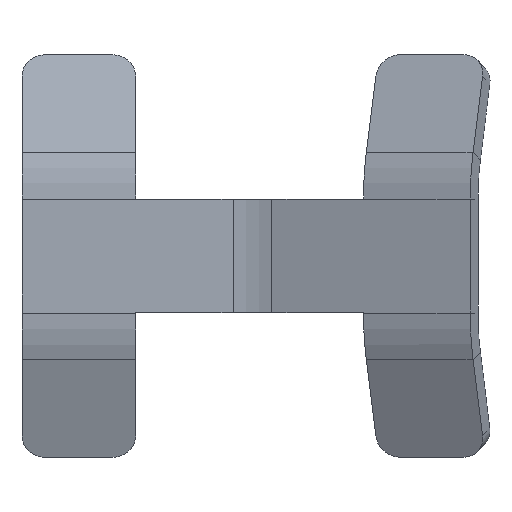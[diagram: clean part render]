
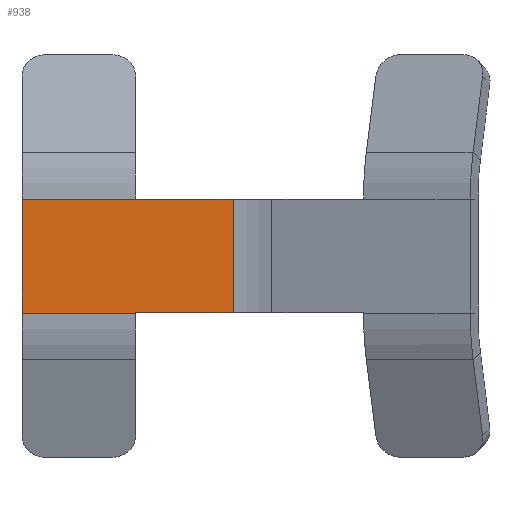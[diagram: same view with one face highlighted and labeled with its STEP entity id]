
A CAD part, top view. The second image highlights one B-rep face of the part: STEP entity #938.
In plain terms, the highlighted planar face has unit normal (0, 0, 1).
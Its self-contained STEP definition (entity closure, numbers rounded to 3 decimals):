
#14 = CARTESIAN_POINT ( 'NONE',  ( -5.25, 2.5, 0.5 ) ) ;
#28 = EDGE_LOOP ( 'NONE', ( #80, #1171, #1531, #1216, #354, #1205, #1409 ) ) ;
#48 = VECTOR ( 'NONE', #457, 1000. ) ;
#78 = LINE ( 'NONE', #946, #1593 ) ;
#80 = ORIENTED_EDGE ( 'NONE', *, *, #1039, .F. ) ;
#141 = LINE ( 'NONE', #515, #827 ) ;
#214 = EDGE_CURVE ( 'NONE', #230, #657, #1037, .T. ) ;
#230 = VERTEX_POINT ( 'NONE', #420 ) ;
#283 = VERTEX_POINT ( 'NONE', #658 ) ;
#316 = EDGE_CURVE ( 'NONE', #631, #283, #78, .T. ) ;
#323 = DIRECTION ( 'NONE',  ( -1., 0., 0. ) ) ;
#334 = LINE ( 'NONE', #818, #48 ) ;
#337 = CARTESIAN_POINT ( 'NONE',  ( -0.96, 0., 0.5 ) ) ;
#348 = LINE ( 'NONE', #337, #878 ) ;
#354 = ORIENTED_EDGE ( 'NONE', *, *, #316, .T. ) ;
#409 = DIRECTION ( 'NONE',  ( 1., 0., 0. ) ) ;
#420 = CARTESIAN_POINT ( 'NONE',  ( -10.25, 2.5, 0.5 ) ) ;
#457 = DIRECTION ( 'NONE',  ( 0., 1., 0. ) ) ;
#472 = CARTESIAN_POINT ( 'NONE',  ( -5.25, -2.5, 0.5 ) ) ;
#515 = CARTESIAN_POINT ( 'NONE',  ( -10.25, -9., 0.5 ) ) ;
#543 = EDGE_CURVE ( 'NONE', #230, #631, #141, .T. ) ;
#557 = DIRECTION ( 'NONE',  ( 1., 0., 0. ) ) ;
#582 = CARTESIAN_POINT ( 'NONE',  ( -5.25, 2.5, 0.5 ) ) ;
#631 = VERTEX_POINT ( 'NONE', #1135 ) ;
#643 = VECTOR ( 'NONE', #409, 1000. ) ;
#657 = VERTEX_POINT ( 'NONE', #14 ) ;
#658 = CARTESIAN_POINT ( 'NONE',  ( -5.25, -2.517, 0.5 ) ) ;
#681 = DIRECTION ( 'NONE',  ( 1., 0., 0. ) ) ;
#727 = PLANE ( 'NONE',  #1314 ) ;
#818 = CARTESIAN_POINT ( 'NONE',  ( -5.25, -9., 0.5 ) ) ;
#827 = VECTOR ( 'NONE', #1160, 1000. ) ;
#833 = EDGE_CURVE ( 'NONE', #1137, #657, #839, .T. ) ;
#839 = LINE ( 'NONE', #582, #1536 ) ;
#861 = DIRECTION ( 'NONE',  ( 0., -1., 0. ) ) ;
#867 = DIRECTION ( 'NONE',  ( -1., 0., 0. ) ) ;
#878 = VECTOR ( 'NONE', #861, 1000. ) ;
#882 = EDGE_CURVE ( 'NONE', #283, #997, #334, .T. ) ;
#938 = ADVANCED_FACE ( 'NONE', ( #1379 ), #727, .F. ) ;
#946 = CARTESIAN_POINT ( 'NONE',  ( 0., -2.517, 0.5 ) ) ;
#953 = VECTOR ( 'NONE', #681, 1000. ) ;
#972 = CARTESIAN_POINT ( 'NONE',  ( -0.96, -2.5, 0.5 ) ) ;
#997 = VERTEX_POINT ( 'NONE', #472 ) ;
#1037 = LINE ( 'NONE', #1414, #953 ) ;
#1039 = EDGE_CURVE ( 'NONE', #1137, #1088, #348, .T. ) ;
#1088 = VERTEX_POINT ( 'NONE', #972 ) ;
#1135 = CARTESIAN_POINT ( 'NONE',  ( -10.25, -2.517, 0.5 ) ) ;
#1137 = VERTEX_POINT ( 'NONE', #1335 ) ;
#1160 = DIRECTION ( 'NONE',  ( 0., -1., 0. ) ) ;
#1171 = ORIENTED_EDGE ( 'NONE', *, *, #833, .T. ) ;
#1205 = ORIENTED_EDGE ( 'NONE', *, *, #882, .T. ) ;
#1216 = ORIENTED_EDGE ( 'NONE', *, *, #543, .T. ) ;
#1244 = DIRECTION ( 'NONE',  ( 0., 0., -1. ) ) ;
#1298 = LINE ( 'NONE', #1442, #643 ) ;
#1314 = AXIS2_PLACEMENT_3D ( 'NONE', #1631, #1244, #867 ) ;
#1335 = CARTESIAN_POINT ( 'NONE',  ( -0.96, 2.5, 0.5 ) ) ;
#1379 = FACE_OUTER_BOUND ( 'NONE', #28, .T. ) ;
#1409 = ORIENTED_EDGE ( 'NONE', *, *, #1616, .T. ) ;
#1414 = CARTESIAN_POINT ( 'NONE',  ( 0., 2.5, 0.5 ) ) ;
#1442 = CARTESIAN_POINT ( 'NONE',  ( -5.25, -2.5, 0.5 ) ) ;
#1531 = ORIENTED_EDGE ( 'NONE', *, *, #214, .F. ) ;
#1536 = VECTOR ( 'NONE', #323, 1000. ) ;
#1593 = VECTOR ( 'NONE', #557, 1000. ) ;
#1616 = EDGE_CURVE ( 'NONE', #997, #1088, #1298, .T. ) ;
#1631 = CARTESIAN_POINT ( 'NONE',  ( 0., 0., 0.5 ) ) ;
